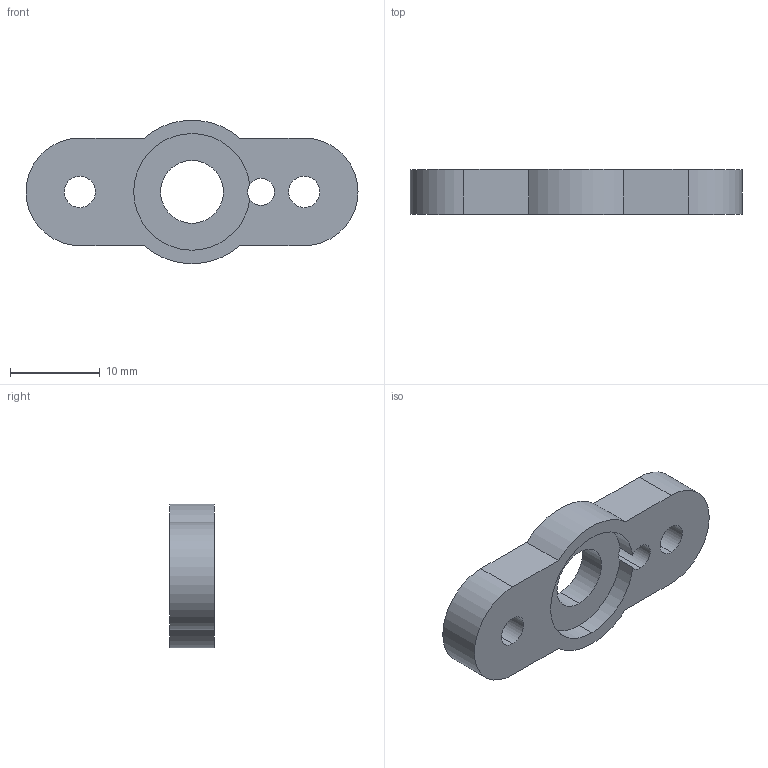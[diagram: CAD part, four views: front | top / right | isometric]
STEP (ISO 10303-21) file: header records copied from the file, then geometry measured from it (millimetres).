
FILE_DESCRIPTION (( 'STEP AP214' ), '1' );
FILE_NAME ('Pot Mount.STEP', '2025-01-30T20:32:11', ( '' ), ( '' ), 'SwSTEP 2.0', 'SolidWorks 2022', '' );
FILE_SCHEMA (( 'AUTOMOTIVE_DESIGN' ));
Length unit declared in the file: millimetre
Products named in the file (1): Pot Mount
Bounding box: 37 x 5 x 15.97 mm (x, y, z)
Volume: 1698.7 mm3; surface area: 1500.9 mm2
Topology: 1 solids, 1 shells, 23 faces, 63 edges, 42 vertices
Faces by surface type: cylinder 16, plane 7
Entity records: 801 total; most frequent: DIRECTION 145, CARTESIAN_POINT 129, ORIENTED_EDGE 126, EDGE_CURVE 63, AXIS2_PLACEMENT_3D 58, VERTEX_POINT 42, CIRCLE 34, EDGE_LOOP 31
